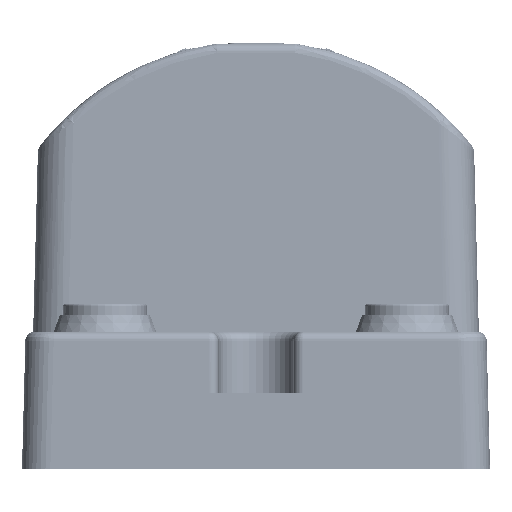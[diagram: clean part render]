
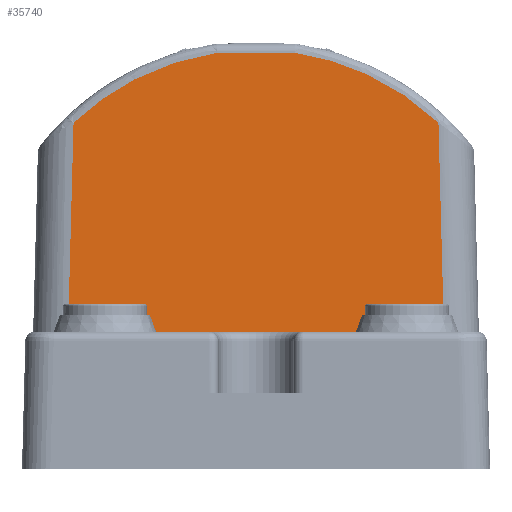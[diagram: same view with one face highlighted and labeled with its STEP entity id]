
A CAD part, front view. The second image highlights one B-rep face of the part: STEP entity #35740.
In plain terms, the highlighted planar face has unit normal (0, -1, 0.026).
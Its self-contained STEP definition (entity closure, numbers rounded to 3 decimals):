
#22021=ELLIPSE('',#125268,28.05,28.04);
#22022=ELLIPSE('',#125269,28.05,28.04);
#30160=FACE_OUTER_BOUND('',#49115,.T.);
#35740=ADVANCED_FACE('',(#30160),#39593,.T.);
#39593=PLANE('',#125270);
#49115=EDGE_LOOP('',(#69519,#69520,#69521,#69522,#69523,#69524));
#69519=ORIENTED_EDGE('',*,*,#97646,.T.);
#69520=ORIENTED_EDGE('',*,*,#97647,.T.);
#69521=ORIENTED_EDGE('',*,*,#97648,.T.);
#69522=ORIENTED_EDGE('',*,*,#97649,.F.);
#69523=ORIENTED_EDGE('',*,*,#97650,.T.);
#69524=ORIENTED_EDGE('',*,*,#97651,.T.);
#85188=VERTEX_POINT('',#222180);
#85189=VERTEX_POINT('',#222181);
#85190=VERTEX_POINT('',#222183);
#85191=VERTEX_POINT('',#222185);
#85192=VERTEX_POINT('',#222187);
#85193=VERTEX_POINT('',#222189);
#97646=EDGE_CURVE('',#85188,#85189,#107736,.T.);
#97647=EDGE_CURVE('',#85189,#85190,#22021,.T.);
#97648=EDGE_CURVE('',#85190,#85191,#107737,.T.);
#97649=EDGE_CURVE('',#85192,#85191,#107738,.T.);
#97650=EDGE_CURVE('',#85192,#85193,#107739,.T.);
#97651=EDGE_CURVE('',#85193,#85188,#22022,.T.);
#107736=LINE('',#222179,#116297);
#107737=LINE('',#222184,#116298);
#107738=LINE('',#222186,#116299);
#107739=LINE('',#222188,#116300);
#116297=VECTOR('',#144484,1.);
#116298=VECTOR('',#144487,1.);
#116299=VECTOR('',#144488,1.);
#116300=VECTOR('',#144489,1.);
#125268=AXIS2_PLACEMENT_3D('',#222182,#144485,#144486);
#125269=AXIS2_PLACEMENT_3D('',#222190,#144490,#144491);
#125270=AXIS2_PLACEMENT_3D('',#222191,#144492,#144493);
#144484=DIRECTION('',(-1.,0.,0.));
#144485=DIRECTION('',(0.,-1.,0.026));
#144486=DIRECTION('',(0.,0.026,1.));
#144487=DIRECTION('',(-0.026,-0.026,-0.999));
#144488=DIRECTION('',(-1.,0.,0.));
#144489=DIRECTION('',(-0.026,0.026,0.999));
#144490=DIRECTION('',(0.,-1.,0.026));
#144491=DIRECTION('',(0.,0.026,1.));
#144492=DIRECTION('',(0.,-1.,0.026));
#144493=DIRECTION('',(0.,-0.026,-1.));
#222179=CARTESIAN_POINT('',(1.487,-289.327,29.526));
#222180=CARTESIAN_POINT('',(9.741,-289.327,29.526));
#222181=CARTESIAN_POINT('',(1.559,-289.327,29.526));
#222182=CARTESIAN_POINT('',(5.65,-290.053,1.786));
#222183=CARTESIAN_POINT('',(-13.669,-289.521,22.109));
#222184=CARTESIAN_POINT('',(-14.234,-290.086,0.52));
#222185=CARTESIAN_POINT('',(-14.248,-290.1,0.));
#222186=CARTESIAN_POINT('',(5.65,-290.1,0.));
#222187=CARTESIAN_POINT('',(25.548,-290.1,0.));
#222188=CARTESIAN_POINT('',(25.534,-290.086,0.52));
#222189=CARTESIAN_POINT('',(24.969,-289.521,22.109));
#222190=CARTESIAN_POINT('',(5.65,-290.053,1.786));
#222191=CARTESIAN_POINT('',(5.65,-290.1,0.));
